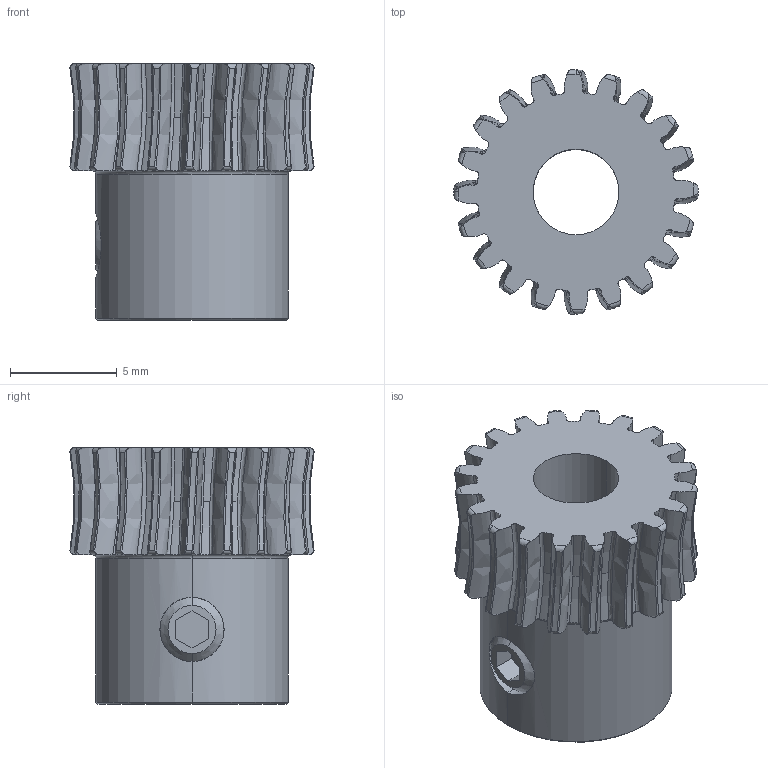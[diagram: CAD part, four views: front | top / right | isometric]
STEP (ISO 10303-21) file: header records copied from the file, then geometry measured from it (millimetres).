
FILE_DESCRIPTION (( 'STEP AP203' ), '1' );
FILE_NAME ('57545K734_Metal Worm Gear.STEP', '2021-09-14T20:38:51', ( 'Administrator' ), ( 'Managed by Terraform' ), 'SwSTEP 2.0', 'SolidWorks 2017', '' );
FILE_SCHEMA (( 'CONFIG_CONTROL_DESIGN' ));
Length unit declared in the file: inch
Products named in the file (1): 57545K734_Metal Worm Gear
Bounding box: 11.42 x 11.42 x 12 mm (x, y, z)
Volume: 686.3 mm3; surface area: 850.4 mm2
Topology: 2 solids, 2 shells, 273 faces, 800 edges, 530 vertices
Faces by surface type: bspline 140, torus 86, plane 31, cylinder 8, cone 8
Entity records: 17871 total; most frequent: CARTESIAN_POINT 12046, ORIENTED_EDGE 1600, EDGE_CURVE 800, B_SPLINE_CURVE_WITH_KNOTS 618, DIRECTION 596, VERTEX_POINT 530, AXIS2_PLACEMENT_3D 280, EDGE_LOOP 276
